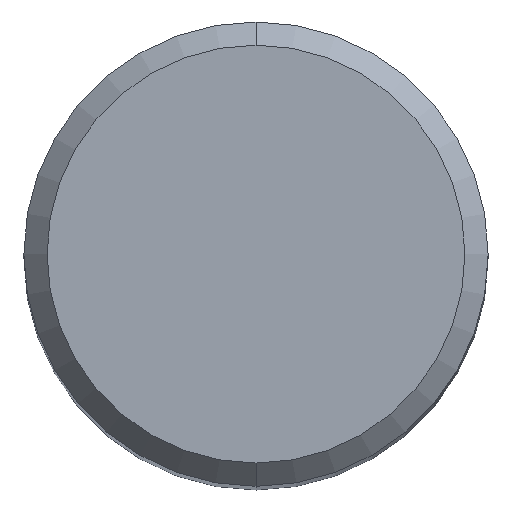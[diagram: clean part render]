
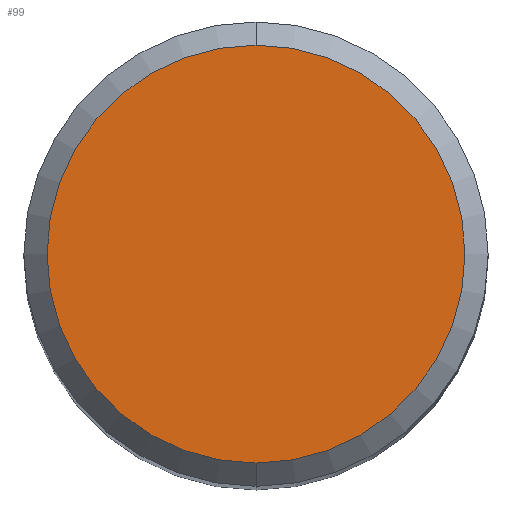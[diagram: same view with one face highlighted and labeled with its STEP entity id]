
A CAD part, top view. The second image highlights one B-rep face of the part: STEP entity #99.
In plain terms, the highlighted planar face has unit normal (0, 0, 1).
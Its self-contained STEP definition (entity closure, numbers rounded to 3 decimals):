
#97=VERTEX_POINT('',#234);
#99=ADVANCED_FACE('',(#236),#237,.T.);
#131=EDGE_CURVE('',#97,#171,#275,.T.);
#171=VERTEX_POINT('',#320);
#177=EDGE_CURVE('',#171,#97,#326,.T.);
#234=CARTESIAN_POINT('',(0.,-3.6,0.0));
#236=FACE_OUTER_BOUND('',#378,.T.);
#237=PLANE('',#379);
#275=CIRCLE('',#422,3.6);
#320=CARTESIAN_POINT('',(0.0,3.6,0.0));
#326=CIRCLE('',#488,3.6);
#378=EDGE_LOOP('',(#552,#553));
#379=AXIS2_PLACEMENT_3D('',#554,#555,#556);
#422=AXIS2_PLACEMENT_3D('',#609,#610,#611);
#488=AXIS2_PLACEMENT_3D('',#674,#675,#676);
#552=ORIENTED_EDGE('',*,*,#177,.F.);
#553=ORIENTED_EDGE('',*,*,#131,.F.);
#554=CARTESIAN_POINT('',(0.0,1.8,0.0));
#555=DIRECTION('',(-0.0,0.0,1.0));
#556=DIRECTION('',(0.0,-1.0,0.0));
#609=CARTESIAN_POINT('',(0.0,0.0,0.0));
#610=DIRECTION('',(0.0,0.0,-1.0));
#611=DIRECTION('',(0.0,1.0,0.0));
#674=CARTESIAN_POINT('',(0.0,0.0,0.0));
#675=DIRECTION('',(0.0,0.0,-1.0));
#676=DIRECTION('',(0.0,1.0,0.0));
